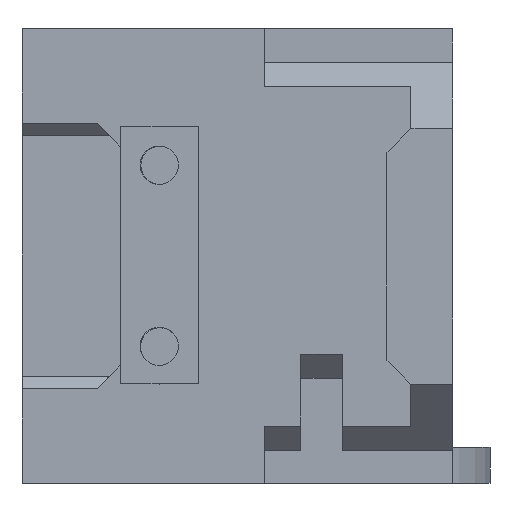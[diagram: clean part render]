
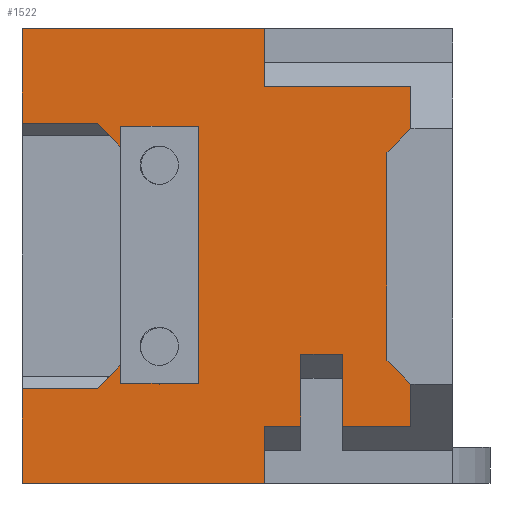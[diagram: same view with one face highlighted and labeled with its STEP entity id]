
A CAD part, left-side view. The second image highlights one B-rep face of the part: STEP entity #1522.
In plain terms, the highlighted planar face has unit normal (-1, 0, 0).
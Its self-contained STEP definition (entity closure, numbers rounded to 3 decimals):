
#44=FACE_BOUND('',#214,.T.);
#45=FACE_BOUND('',#215,.T.);
#70=CIRCLE('',#1630,3.1);
#72=CIRCLE('',#1634,3.1);
#122=FACE_OUTER_BOUND('',#213,.T.);
#213=EDGE_LOOP('',(#1130,#1131,#1132,#1133,#1134,#1135,#1136,#1137,#1138,
#1139,#1140,#1141,#1142,#1143,#1144,#1145,#1146,#1147));
#214=EDGE_LOOP('',(#1148));
#215=EDGE_LOOP('',(#1149));
#320=LINE('',#2276,#496);
#328=LINE('',#2293,#504);
#347=LINE('',#2338,#523);
#348=LINE('',#2341,#524);
#350=LINE('',#2345,#526);
#352=LINE('',#2349,#528);
#356=LINE('',#2356,#532);
#357=LINE('',#2359,#533);
#358=LINE('',#2361,#534);
#359=LINE('',#2363,#535);
#360=LINE('',#2365,#536);
#361=LINE('',#2367,#537);
#362=LINE('',#2368,#538);
#363=LINE('',#2370,#539);
#364=LINE('',#2371,#540);
#365=LINE('',#2373,#541);
#366=LINE('',#2375,#542);
#367=LINE('',#2376,#543);
#496=VECTOR('',#1826,10.);
#504=VECTOR('',#1838,10.);
#523=VECTOR('',#1877,10.);
#524=VECTOR('',#1880,10.);
#526=VECTOR('',#1884,10.);
#528=VECTOR('',#1888,10.);
#532=VECTOR('',#1894,10.);
#533=VECTOR('',#1897,10.);
#534=VECTOR('',#1898,10.);
#535=VECTOR('',#1899,10.);
#536=VECTOR('',#1900,10.);
#537=VECTOR('',#1901,10.);
#538=VECTOR('',#1902,10.);
#539=VECTOR('',#1903,10.);
#540=VECTOR('',#1904,10.);
#541=VECTOR('',#1905,10.);
#542=VECTOR('',#1906,10.);
#543=VECTOR('',#1907,10.);
#680=VERTEX_POINT('',#2273);
#681=VERTEX_POINT('',#2275);
#687=VERTEX_POINT('',#2290);
#688=VERTEX_POINT('',#2292);
#699=VERTEX_POINT('',#2320);
#701=VERTEX_POINT('',#2327);
#703=VERTEX_POINT('',#2334);
#704=VERTEX_POINT('',#2336);
#705=VERTEX_POINT('',#2340);
#706=VERTEX_POINT('',#2344);
#707=VERTEX_POINT('',#2348);
#709=VERTEX_POINT('',#2354);
#710=VERTEX_POINT('',#2358);
#711=VERTEX_POINT('',#2360);
#712=VERTEX_POINT('',#2362);
#713=VERTEX_POINT('',#2364);
#714=VERTEX_POINT('',#2366);
#715=VERTEX_POINT('',#2369);
#716=VERTEX_POINT('',#2372);
#717=VERTEX_POINT('',#2374);
#832=EDGE_CURVE('',#680,#681,#320,.T.);
#840=EDGE_CURVE('',#687,#688,#328,.T.);
#855=EDGE_CURVE('',#699,#699,#70,.T.);
#858=EDGE_CURVE('',#701,#701,#72,.T.);
#863=EDGE_CURVE('',#704,#703,#347,.T.);
#864=EDGE_CURVE('',#704,#705,#348,.T.);
#866=EDGE_CURVE('',#706,#703,#350,.T.);
#868=EDGE_CURVE('',#706,#707,#352,.T.);
#872=EDGE_CURVE('',#709,#705,#356,.T.);
#873=EDGE_CURVE('',#709,#710,#357,.T.);
#874=EDGE_CURVE('',#710,#711,#358,.F.);
#875=EDGE_CURVE('',#712,#711,#359,.T.);
#876=EDGE_CURVE('',#712,#713,#360,.T.);
#877=EDGE_CURVE('',#713,#714,#361,.T.);
#878=EDGE_CURVE('',#688,#714,#362,.T.);
#879=EDGE_CURVE('',#715,#687,#363,.T.);
#880=EDGE_CURVE('',#681,#715,#364,.T.);
#881=EDGE_CURVE('',#716,#680,#365,.T.);
#882=EDGE_CURVE('',#717,#716,#366,.T.);
#883=EDGE_CURVE('',#707,#717,#367,.T.);
#1130=ORIENTED_EDGE('',*,*,#864,.T.);
#1131=ORIENTED_EDGE('',*,*,#872,.F.);
#1132=ORIENTED_EDGE('',*,*,#873,.T.);
#1133=ORIENTED_EDGE('',*,*,#874,.T.);
#1134=ORIENTED_EDGE('',*,*,#875,.F.);
#1135=ORIENTED_EDGE('',*,*,#876,.T.);
#1136=ORIENTED_EDGE('',*,*,#877,.T.);
#1137=ORIENTED_EDGE('',*,*,#878,.F.);
#1138=ORIENTED_EDGE('',*,*,#840,.F.);
#1139=ORIENTED_EDGE('',*,*,#879,.F.);
#1140=ORIENTED_EDGE('',*,*,#880,.F.);
#1141=ORIENTED_EDGE('',*,*,#832,.F.);
#1142=ORIENTED_EDGE('',*,*,#881,.F.);
#1143=ORIENTED_EDGE('',*,*,#882,.F.);
#1144=ORIENTED_EDGE('',*,*,#883,.F.);
#1145=ORIENTED_EDGE('',*,*,#868,.F.);
#1146=ORIENTED_EDGE('',*,*,#866,.T.);
#1147=ORIENTED_EDGE('',*,*,#863,.F.);
#1148=ORIENTED_EDGE('',*,*,#858,.F.);
#1149=ORIENTED_EDGE('',*,*,#855,.F.);
#1452=PLANE('',#1642);
#1522=ADVANCED_FACE('',(#122,#44,#45),#1452,.T.);
#1630=AXIS2_PLACEMENT_3D('',#2321,#1857,#1858);
#1634=AXIS2_PLACEMENT_3D('',#2328,#1866,#1867);
#1642=AXIS2_PLACEMENT_3D('',#2357,#1895,#1896);
#1826=DIRECTION('',(0.,-1.,0.));
#1838=DIRECTION('',(0.,0.707,0.707));
#1857=DIRECTION('center_axis',(-1.,0.,0.));
#1858=DIRECTION('ref_axis',(0.,0.,1.));
#1866=DIRECTION('center_axis',(-1.,0.,0.));
#1867=DIRECTION('ref_axis',(0.,0.,1.));
#1877=DIRECTION('',(0.,1.,0.));
#1880=DIRECTION('',(0.,0.,-1.));
#1884=DIRECTION('',(0.,0.,1.));
#1888=DIRECTION('',(0.,1.,0.));
#1894=DIRECTION('',(0.,1.,0.));
#1895=DIRECTION('center_axis',(-1.,0.,0.));
#1896=DIRECTION('ref_axis',(0.,0.,1.));
#1897=DIRECTION('',(0.,0.,1.));
#1898=DIRECTION('',(0.,-1.,0.));
#1899=DIRECTION('',(0.,0.,-1.));
#1900=DIRECTION('',(0.,1.,0.));
#1901=DIRECTION('',(0.,0.,-1.));
#1902=DIRECTION('',(0.,1.,0.));
#1903=DIRECTION('',(0.,0.,1.));
#1904=DIRECTION('',(0.,-0.707,0.707));
#1905=DIRECTION('',(0.,0.,1.));
#1906=DIRECTION('',(0.,1.,0.));
#1907=DIRECTION('',(0.,0.,-1.));
#2273=CARTESIAN_POINT('',(-35.375,40.247,-32.456));
#2275=CARTESIAN_POINT('',(-35.375,33.97,-32.456));
#2276=CARTESIAN_POINT('',(-35.375,28.684,-32.456));
#2290=CARTESIAN_POINT('',(-35.375,31.97,-12.256));
#2292=CARTESIAN_POINT('',(-35.375,33.97,-10.256));
#2293=CARTESIAN_POINT('',(-35.375,28.699,-15.527));
#2320=CARTESIAN_POINT('',(-35.375,28.747,-16.856));
#2321=CARTESIAN_POINT('Origin',(-35.375,28.747,-13.756));
#2327=CARTESIAN_POINT('',(-35.375,28.747,-32.056));
#2328=CARTESIAN_POINT('Origin',(-35.375,28.747,-28.956));
#2334=CARTESIAN_POINT('',(-35.375,16.955,-29.57));
#2336=CARTESIAN_POINT('',(-35.375,13.455,-29.57));
#2338=CARTESIAN_POINT('',(-35.375,21.47,-29.57));
#2340=CARTESIAN_POINT('',(-35.375,13.455,-35.57));
#2341=CARTESIAN_POINT('',(-35.375,13.455,-28.463));
#2344=CARTESIAN_POINT('',(-35.375,16.955,-35.57));
#2345=CARTESIAN_POINT('',(-35.375,16.955,-26.463));
#2348=CARTESIAN_POINT('',(-35.375,20.,-35.57));
#2349=CARTESIAN_POINT('',(-35.375,28.054,-35.57));
#2354=CARTESIAN_POINT('',(-35.375,7.747,-35.57));
#2356=CARTESIAN_POINT('',(-35.375,28.054,-35.57));
#2357=CARTESIAN_POINT('Origin',(-35.375,25.985,-21.356));
#2358=CARTESIAN_POINT('',(-35.375,7.747,-7.19));
#2359=CARTESIAN_POINT('',(-35.375,7.747,-16.023));
#2360=CARTESIAN_POINT('',(-35.375,20.,-7.19));
#2361=CARTESIAN_POINT('',(-35.375,24.366,-7.19));
#2362=CARTESIAN_POINT('',(-35.375,20.,-2.356));
#2363=CARTESIAN_POINT('',(-35.375,20.,-27.656));
#2364=CARTESIAN_POINT('',(-35.375,40.247,-2.356));
#2365=CARTESIAN_POINT('',(-35.375,28.684,-2.356));
#2366=CARTESIAN_POINT('',(-35.375,40.247,-10.256));
#2367=CARTESIAN_POINT('',(-35.375,40.247,-8.756));
#2368=CARTESIAN_POINT('',(-35.375,28.684,-10.256));
#2369=CARTESIAN_POINT('',(-35.375,31.97,-30.456));
#2370=CARTESIAN_POINT('',(-35.375,31.97,-15.644));
#2371=CARTESIAN_POINT('',(-35.375,28.698,-27.184));
#2372=CARTESIAN_POINT('',(-35.375,40.247,-40.356));
#2373=CARTESIAN_POINT('',(-35.375,40.247,-27.656));
#2374=CARTESIAN_POINT('',(-35.375,20.,-40.356));
#2375=CARTESIAN_POINT('',(-35.375,28.684,-40.356));
#2376=CARTESIAN_POINT('',(-35.375,20.,-27.656));
